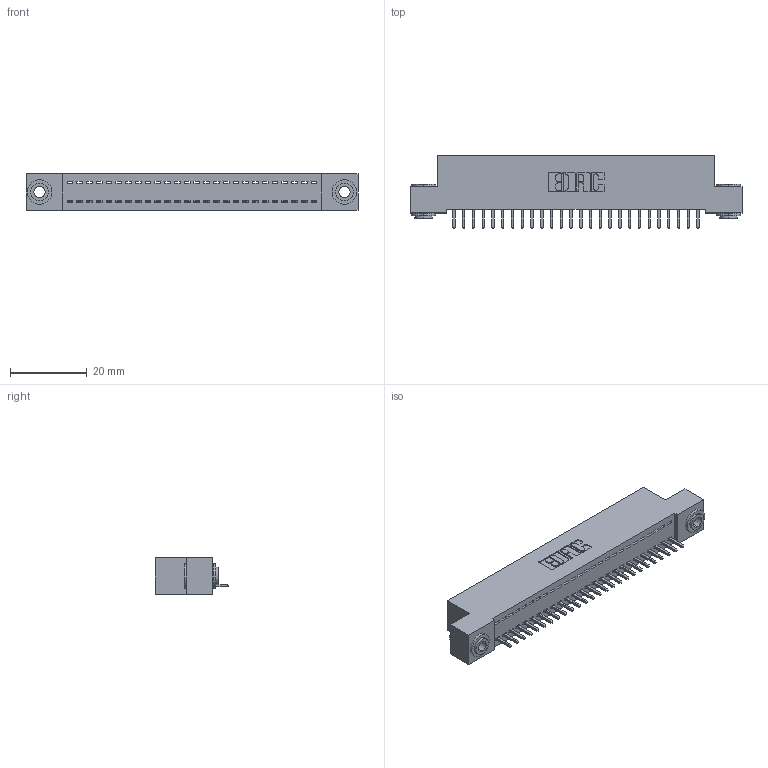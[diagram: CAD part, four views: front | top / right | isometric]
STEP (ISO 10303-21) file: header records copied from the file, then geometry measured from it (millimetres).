
FILE_DESCRIPTION (( 'STEP AP203' ), '1' );
FILE_NAME ('342-026-521-103.STEP', '2018-08-11T04:06:06', ( '' ), ( '' ), 'SwSTEP 2.0', 'SolidWorks 2016', '' );
FILE_SCHEMA (( 'CONFIG_CONTROL_DESIGN' ));
Length unit declared in the file: inch
Products named in the file (4): 342 Part_.156 TH; 345-292-001_345-293-121; 342-250-002_345-250-002-102; 342-026-521-103
Assembly tree (29 placements, depth 2):
  342-026-521-103
    342 Part_.156 TH
    345-292-001_345-293-121  x26
    342-250-002_345-250-002-102  x2
Bounding box: 86.36 x 19.06 x 9.4 mm (x, y, z)
Volume: 7462 mm3; surface area: 10601 mm2
Topology: 29 solids, 29 shells, 1656 faces, 4951 edges, 3262 vertices
Faces by surface type: plane 1168, cylinder 480, cone 8
Entity records: 18500 total; most frequent: CARTESIAN_POINT 3171, ORIENTED_EDGE 3126, DIRECTION 2741, EDGE_CURVE 1563, LINE 1411, VECTOR 1411, VERTEX_POINT 1038, AXIS2_PLACEMENT_3D 665
